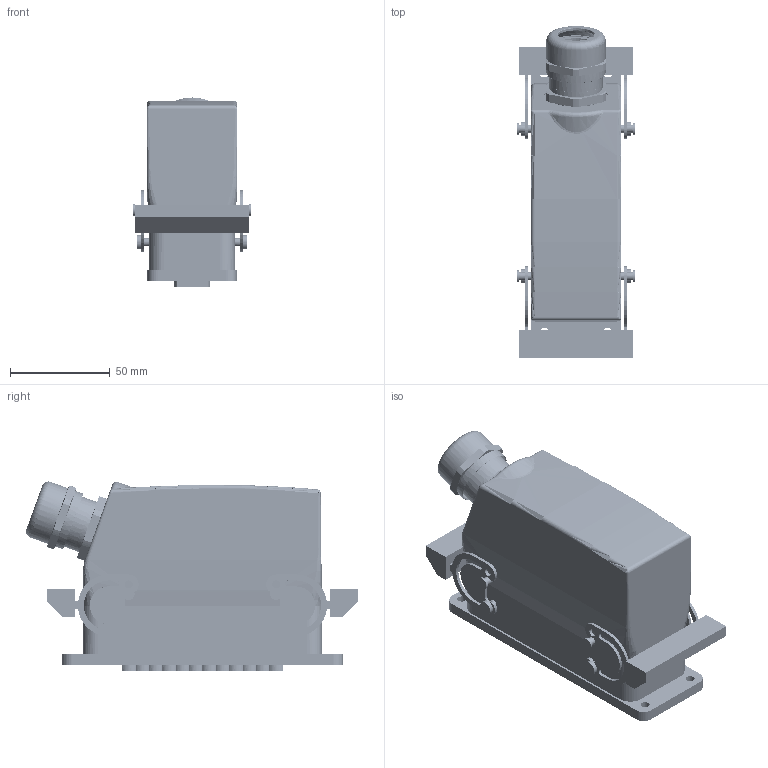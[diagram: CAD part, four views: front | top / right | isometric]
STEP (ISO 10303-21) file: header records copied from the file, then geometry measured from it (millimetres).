
FILE_DESCRIPTION(('CATIA V5 STEP Exchange','CAx-IF Rec.Pracs.--- Model Styling and Organization---1.4--- 2014-01-23'),'2;1');
FILE_NAME ('019337-1_2', '2019-11-25T15:03:52+00:00', ('none'), ('Weidmueller'), 'CATIA Version 5-6 Release 2016 SP3 HF44', 'CATIA V5 STEP AP214', 'none');
FILE_SCHEMA(('AUTOMOTIVE_DESIGN { 1 0 10303 214 1 1 1 1 }'));
Length unit declared in the file: millimetre
Products named in the file (1): 1712530000
Bounding box: 59 x 166.48 x 94.84 mm (x, y, z)
Volume: 304849.9 mm3; surface area: 150866.5 mm2
Topology: 2 solids, 64 shells, 6975 faces, 20409 edges, 13671 vertices
Faces by surface type: plane 4089, cylinder 1780, cone 683, torus 301, bspline 60, extrusion 34, sphere 20, revolution 8
Entity records: 230048 total; most frequent: CARTESIAN_POINT 62363, ORIENTED_EDGE 40762, DIRECTION 25268, EDGE_CURVE 20381, VERTEX_POINT 13671, VECTOR 12726, LINE 12692, AXIS2_PLACEMENT_3D 8790
